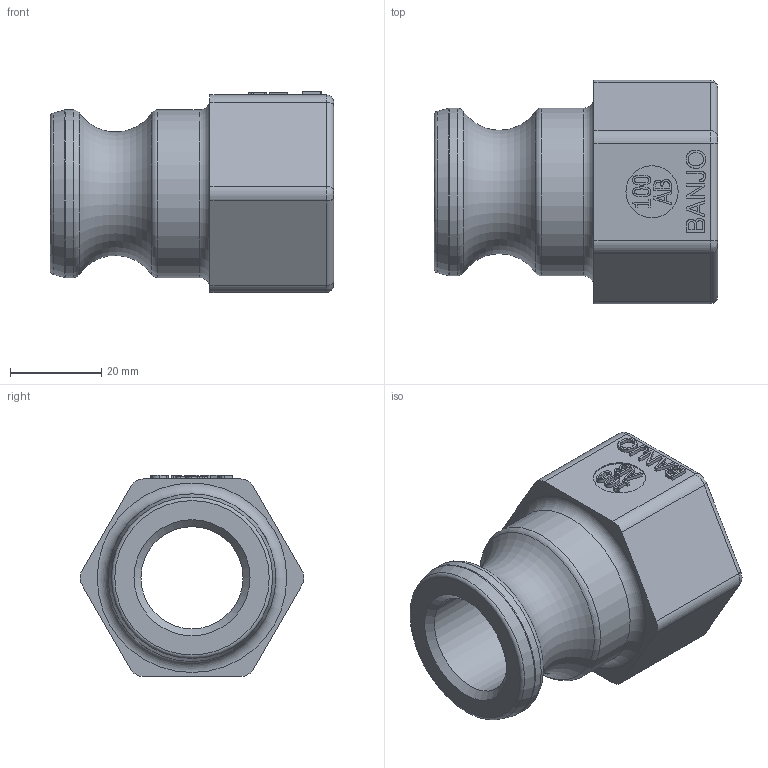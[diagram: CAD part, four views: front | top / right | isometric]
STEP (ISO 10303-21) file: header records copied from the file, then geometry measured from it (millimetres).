
FILE_DESCRIPTION(/* description */ ('1" Adapter X 1" Female BSP Thd'),/* implementation_level */ '2;1');
FILE_NAME(/* name */ '100AB.stp',/* time_stamp */ '2014-02-17T09:32:30-05:00',/* author */ ('DTruax'),/* organization */ (''),/* preprocessor_version */ 'ST-DEVELOPER v15.2',/* originating_system */ 'Autodesk Inventor 2014',/* authorisation */ '');
FILE_SCHEMA (('AUTOMOTIVE_DESIGN { 1 0 10303 214 3 1 1 }'));
Length unit declared in the file: inch
Products named in the file (1): 100AB
Bounding box: 61.98 x 48.97 x 44.02 mm (x, y, z)
Volume: 41832.6 mm3; surface area: 16987.6 mm2
Topology: 1 solids, 1 shells, 207 faces, 519 edges, 337 vertices
Faces by surface type: plane 98, bspline 78, cylinder 18, cone 7, torus 6
Full cylindrical faces by diameter (mm): 11.43 x1, 22.352 x1, 35.408 x1, 36.703 x2
Entity records: 8688 total; most frequent: CARTESIAN_POINT 4251, ORIENTED_EDGE 1008, DIRECTION 669, EDGE_CURVE 504, VERTEX_POINT 337, LINE 303, VECTOR 303, EDGE_LOOP 247
